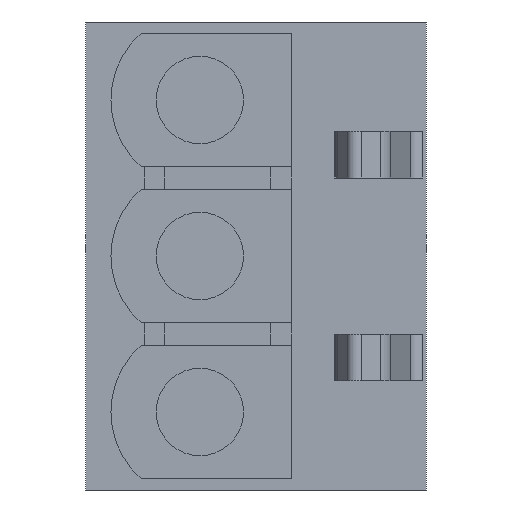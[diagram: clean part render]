
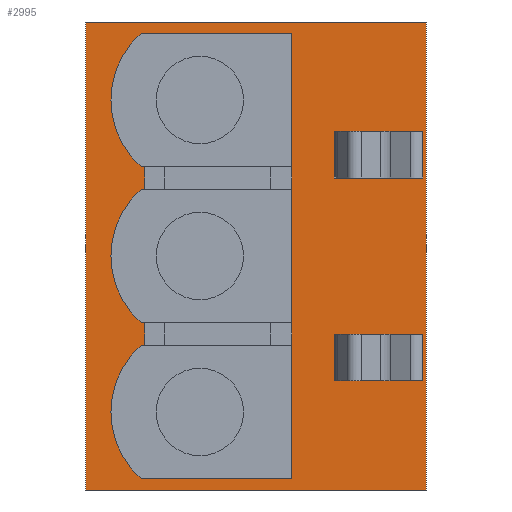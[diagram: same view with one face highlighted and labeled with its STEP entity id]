
A CAD part, front view. The second image highlights one B-rep face of the part: STEP entity #2995.
In plain terms, the highlighted planar face has unit normal (0, -1, 0).
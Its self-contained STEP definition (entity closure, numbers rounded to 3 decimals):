
#71=DIRECTION('',(-1.,0.,0.));
#72=VECTOR('',#71,10.9);
#73=CARTESIAN_POINT('',(13.797,12.335,-12.5));
#74=LINE('',#73,#72);
#75=DIRECTION('',(0.,0.,1.));
#76=VECTOR('',#75,15.);
#77=CARTESIAN_POINT('',(2.897,12.335,-12.5));
#78=LINE('',#77,#76);
#79=DIRECTION('',(1.,0.,0.));
#80=VECTOR('',#79,10.9);
#81=CARTESIAN_POINT('',(2.897,12.335,2.5));
#82=LINE('',#81,#80);
#83=DIRECTION('',(1.,0.,0.));
#84=VECTOR('',#83,4.832);
#85=CARTESIAN_POINT('',(4.665,12.335,2.14));
#86=LINE('',#85,#84);
#87=CARTESIAN_POINT('',(6.547,12.335,0.));
#88=DIRECTION('',(0.,-1.,0.));
#89=DIRECTION('',(-0.66,0.,0.751));
#90=AXIS2_PLACEMENT_3D('',#87,#88,#89);
#92=DIRECTION('',(-1.,0.,0.));
#93=VECTOR('',#92,0.112);
#94=CARTESIAN_POINT('',(4.777,12.335,-2.14));
#95=LINE('',#94,#93);
#96=DIRECTION('',(0.,0.,-1.));
#97=VECTOR('',#96,0.72);
#98=CARTESIAN_POINT('',(4.777,12.335,-2.14));
#99=LINE('',#98,#97);
#100=DIRECTION('',(1.,0.,0.));
#101=VECTOR('',#100,0.112);
#102=CARTESIAN_POINT('',(4.665,12.335,-2.86));
#103=LINE('',#102,#101);
#104=CARTESIAN_POINT('',(6.547,12.335,-5.));
#105=DIRECTION('',(0.,-1.,0.));
#106=DIRECTION('',(-0.66,0.,0.751));
#107=AXIS2_PLACEMENT_3D('',#104,#105,#106);
#109=DIRECTION('',(-1.,0.,0.));
#110=VECTOR('',#109,0.112);
#111=CARTESIAN_POINT('',(4.777,12.335,-7.14));
#112=LINE('',#111,#110);
#113=DIRECTION('',(0.,0.,-1.));
#114=VECTOR('',#113,0.72);
#115=CARTESIAN_POINT('',(4.777,12.335,-7.14));
#116=LINE('',#115,#114);
#117=DIRECTION('',(1.,0.,0.));
#118=VECTOR('',#117,0.112);
#119=CARTESIAN_POINT('',(4.665,12.335,-7.86));
#120=LINE('',#119,#118);
#121=CARTESIAN_POINT('',(6.547,12.335,-10.));
#122=DIRECTION('',(0.,-1.,0.));
#123=DIRECTION('',(-0.66,0.,0.751));
#124=AXIS2_PLACEMENT_3D('',#121,#122,#123);
#126=DIRECTION('',(-1.,0.,0.));
#127=VECTOR('',#126,4.832);
#128=CARTESIAN_POINT('',(9.497,12.335,-12.14));
#129=LINE('',#128,#127);
#130=DIRECTION('',(1.,0.,0.));
#131=VECTOR('',#130,2.836);
#132=CARTESIAN_POINT('',(10.86,12.335,-1.));
#133=LINE('',#132,#131);
#134=DIRECTION('',(0.,0.,1.));
#135=VECTOR('',#134,1.5);
#136=CARTESIAN_POINT('',(10.86,12.335,-2.5));
#137=LINE('',#136,#135);
#138=DIRECTION('',(1.,0.,0.));
#139=VECTOR('',#138,2.836);
#140=CARTESIAN_POINT('',(10.86,12.335,-2.5));
#141=LINE('',#140,#139);
#142=DIRECTION('',(0.,0.,1.));
#143=VECTOR('',#142,1.5);
#144=CARTESIAN_POINT('',(13.696,12.335,-2.5));
#145=LINE('',#144,#143);
#146=DIRECTION('',(-1.,0.,0.));
#147=VECTOR('',#146,2.836);
#148=CARTESIAN_POINT('',(13.696,12.335,-9.));
#149=LINE('',#148,#147);
#150=DIRECTION('',(0.,0.,-1.));
#151=VECTOR('',#150,1.5);
#152=CARTESIAN_POINT('',(13.696,12.335,-7.5));
#153=LINE('',#152,#151);
#154=DIRECTION('',(-1.,0.,0.));
#155=VECTOR('',#154,2.836);
#156=CARTESIAN_POINT('',(13.696,12.335,-7.5));
#157=LINE('',#156,#155);
#158=DIRECTION('',(0.,0.,-1.));
#159=VECTOR('',#158,1.5);
#160=CARTESIAN_POINT('',(10.86,12.335,-7.5));
#161=LINE('',#160,#159);
#680=DIRECTION('',(0.,0.,1.));
#681=VECTOR('',#680,15.);
#682=CARTESIAN_POINT('',(13.797,12.335,-12.5));
#683=LINE('',#682,#681);
#1636=DIRECTION('',(0.,0.,-1.));
#1637=VECTOR('',#1636,14.28);
#1638=CARTESIAN_POINT('',(9.497,12.335,2.14));
#1639=LINE('',#1638,#1637);
#2229=CARTESIAN_POINT('',(2.897,12.335,-12.5));
#2230=VERTEX_POINT('',#2229);
#2231=CARTESIAN_POINT('',(13.797,12.335,-12.5));
#2233=VERTEX_POINT('',#2231);
#2265=CARTESIAN_POINT('',(2.897,12.335,2.5));
#2266=VERTEX_POINT('',#2265);
#2267=CARTESIAN_POINT('',(13.797,12.335,2.5));
#2269=VERTEX_POINT('',#2267);
#2683=CARTESIAN_POINT('',(4.665,12.335,2.14));
#2684=CARTESIAN_POINT('',(9.497,12.335,2.14));
#2685=VERTEX_POINT('',#2683);
#2686=VERTEX_POINT('',#2684);
#2687=CARTESIAN_POINT('',(4.665,12.335,-2.14));
#2688=VERTEX_POINT('',#2687);
#2698=CARTESIAN_POINT('',(4.665,12.335,-2.86));
#2700=VERTEX_POINT('',#2698);
#2702=CARTESIAN_POINT('',(4.665,12.335,-7.14));
#2704=VERTEX_POINT('',#2702);
#2713=CARTESIAN_POINT('',(9.497,12.335,-12.14));
#2714=CARTESIAN_POINT('',(4.665,12.335,-12.14));
#2715=VERTEX_POINT('',#2713);
#2716=VERTEX_POINT('',#2714);
#2718=CARTESIAN_POINT('',(4.665,12.335,-7.86));
#2720=VERTEX_POINT('',#2718);
#2779=CARTESIAN_POINT('',(10.86,12.335,-1.));
#2780=CARTESIAN_POINT('',(13.696,12.335,-1.));
#2781=VERTEX_POINT('',#2779);
#2782=VERTEX_POINT('',#2780);
#2783=CARTESIAN_POINT('',(10.86,12.335,-2.5));
#2784=CARTESIAN_POINT('',(13.696,12.335,-2.5));
#2785=VERTEX_POINT('',#2783);
#2786=VERTEX_POINT('',#2784);
#2827=CARTESIAN_POINT('',(13.696,12.335,-9.));
#2828=CARTESIAN_POINT('',(10.86,12.335,-9.));
#2829=VERTEX_POINT('',#2827);
#2830=VERTEX_POINT('',#2828);
#2831=CARTESIAN_POINT('',(13.696,12.335,-7.5));
#2832=CARTESIAN_POINT('',(10.86,12.335,-7.5));
#2833=VERTEX_POINT('',#2831);
#2834=VERTEX_POINT('',#2832);
#2835=CARTESIAN_POINT('',(4.777,12.335,-2.14));
#2836=CARTESIAN_POINT('',(4.777,12.335,-2.86));
#2837=VERTEX_POINT('',#2835);
#2838=VERTEX_POINT('',#2836);
#2879=CARTESIAN_POINT('',(4.777,12.335,-7.14));
#2880=CARTESIAN_POINT('',(4.777,12.335,-7.86));
#2881=VERTEX_POINT('',#2879);
#2882=VERTEX_POINT('',#2880);
#2935=CARTESIAN_POINT('',(2.897,12.335,-12.5));
#2936=DIRECTION('',(0.,-1.,0.));
#2937=DIRECTION('',(1.,0.,0.));
#2938=AXIS2_PLACEMENT_3D('',#2935,#2936,#2937);
#2939=PLANE('',#2938);
#2940=ORIENTED_EDGE('',*,*,#2896,.T.);
#2942=ORIENTED_EDGE('',*,*,#2941,.T.);
#2944=ORIENTED_EDGE('',*,*,#2943,.T.);
#2946=ORIENTED_EDGE('',*,*,#2945,.F.);
#2947=EDGE_LOOP('',(#2940,#2942,#2944,#2946));
#2948=FACE_OUTER_BOUND('',#2947,.F.);
#2950=ORIENTED_EDGE('',*,*,#2949,.F.);
#2952=ORIENTED_EDGE('',*,*,#2951,.F.);
#2954=ORIENTED_EDGE('',*,*,#2953,.T.);
#2956=ORIENTED_EDGE('',*,*,#2955,.F.);
#2958=ORIENTED_EDGE('',*,*,#2957,.T.);
#2960=ORIENTED_EDGE('',*,*,#2959,.F.);
#2962=ORIENTED_EDGE('',*,*,#2961,.T.);
#2964=ORIENTED_EDGE('',*,*,#2963,.F.);
#2966=ORIENTED_EDGE('',*,*,#2965,.T.);
#2968=ORIENTED_EDGE('',*,*,#2967,.F.);
#2970=ORIENTED_EDGE('',*,*,#2969,.T.);
#2972=ORIENTED_EDGE('',*,*,#2971,.F.);
#2973=EDGE_LOOP('',(#2950,#2952,#2954,#2956,#2958,#2960,#2962,#2964,#2966,#2968,
#2970,#2972));
#2974=FACE_BOUND('',#2973,.F.);
#2976=ORIENTED_EDGE('',*,*,#2975,.F.);
#2978=ORIENTED_EDGE('',*,*,#2977,.F.);
#2980=ORIENTED_EDGE('',*,*,#2979,.T.);
#2982=ORIENTED_EDGE('',*,*,#2981,.T.);
#2983=EDGE_LOOP('',(#2976,#2978,#2980,#2982));
#2984=FACE_BOUND('',#2983,.F.);
#2986=ORIENTED_EDGE('',*,*,#2985,.F.);
#2988=ORIENTED_EDGE('',*,*,#2987,.F.);
#2990=ORIENTED_EDGE('',*,*,#2989,.T.);
#2992=ORIENTED_EDGE('',*,*,#2991,.T.);
#2993=EDGE_LOOP('',(#2986,#2988,#2990,#2992));
#2994=FACE_BOUND('',#2993,.F.);
#2995=ADVANCED_FACE('',(#2948,#2974,#2984,#2994),#2939,.T.);
#91=CIRCLE('',#90,2.85);
#108=CIRCLE('',#107,2.85);
#125=CIRCLE('',#124,2.85);
#2896=EDGE_CURVE('',#2233,#2230,#74,.T.);
#2941=EDGE_CURVE('',#2230,#2266,#78,.T.);
#2943=EDGE_CURVE('',#2266,#2269,#82,.T.);
#2945=EDGE_CURVE('',#2233,#2269,#683,.T.);
#2949=EDGE_CURVE('',#2686,#2715,#1639,.T.);
#2951=EDGE_CURVE('',#2685,#2686,#86,.T.);
#2953=EDGE_CURVE('',#2685,#2688,#91,.T.);
#2955=EDGE_CURVE('',#2837,#2688,#95,.T.);
#2957=EDGE_CURVE('',#2837,#2838,#99,.T.);
#2959=EDGE_CURVE('',#2700,#2838,#103,.T.);
#2961=EDGE_CURVE('',#2700,#2704,#108,.T.);
#2963=EDGE_CURVE('',#2881,#2704,#112,.T.);
#2965=EDGE_CURVE('',#2881,#2882,#116,.T.);
#2967=EDGE_CURVE('',#2720,#2882,#120,.T.);
#2969=EDGE_CURVE('',#2720,#2716,#125,.T.);
#2971=EDGE_CURVE('',#2715,#2716,#129,.T.);
#2975=EDGE_CURVE('',#2781,#2782,#133,.T.);
#2977=EDGE_CURVE('',#2785,#2781,#137,.T.);
#2979=EDGE_CURVE('',#2785,#2786,#141,.T.);
#2981=EDGE_CURVE('',#2786,#2782,#145,.T.);
#2985=EDGE_CURVE('',#2829,#2830,#149,.T.);
#2987=EDGE_CURVE('',#2833,#2829,#153,.T.);
#2989=EDGE_CURVE('',#2833,#2834,#157,.T.);
#2991=EDGE_CURVE('',#2834,#2830,#161,.T.);
